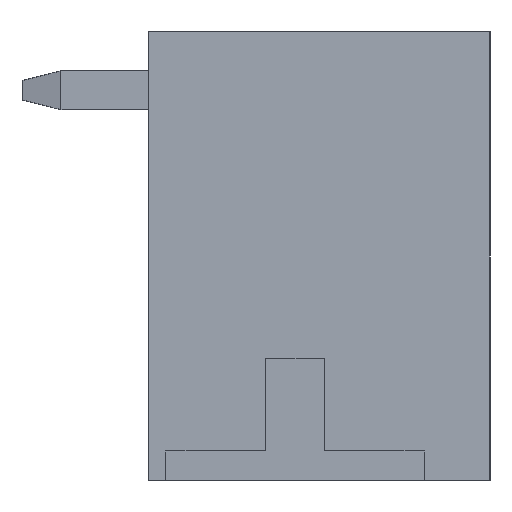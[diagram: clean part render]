
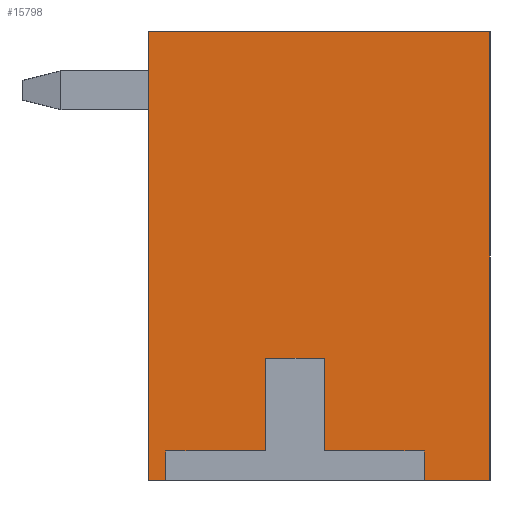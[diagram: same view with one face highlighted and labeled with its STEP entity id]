
A CAD part, left-side view. The second image highlights one B-rep face of the part: STEP entity #15798.
In plain terms, the highlighted planar face has unit normal (-1, 0, 0).
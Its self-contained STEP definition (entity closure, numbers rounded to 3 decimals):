
#13210=CARTESIAN_POINT('',(-27.65,-1.9,3.6));
#13211=VERTEX_POINT('',#13210);
#13703=CARTESIAN_POINT('',(-27.65,5.1,3.6));
#13704=VERTEX_POINT('',#13703);
#13711=CARTESIAN_POINT('',(-27.65,5.1,3.6));
#13712=DIRECTION('',(0.,-1.,0.));
#13713=VECTOR('',#13712,7.);
#13714=LINE('',#13711,#13713);
#13715=EDGE_CURVE('',#13704,#13211,#13714,.T.);
#15676=CARTESIAN_POINT('',(-27.65,5.1,-5.6));
#15677=VERTEX_POINT('',#15676);
#15686=CARTESIAN_POINT('',(-27.65,5.1,-5.6));
#15687=DIRECTION('',(0.,0.,1.));
#15688=VECTOR('',#15687,9.2);
#15689=LINE('',#15686,#15688);
#15690=EDGE_CURVE('',#15677,#13704,#15689,.T.);
#15711=CARTESIAN_POINT('',(-27.65,2.1,3.6));
#15712=DIRECTION('',(0.,-1.,0.));
#15713=DIRECTION('',(-1.,0.,0.));
#15714=AXIS2_PLACEMENT_3D('',#15711,#15713,#15712);
#15715=PLANE('',#15714);
#15716=CARTESIAN_POINT('',(-27.65,4.75,-5.6));
#15717=VERTEX_POINT('',#15716);
#15718=CARTESIAN_POINT('',(-27.65,4.75,-5.6));
#15719=DIRECTION('',(0.,1.,0.));
#15720=VECTOR('',#15719,0.35);
#15721=LINE('',#15718,#15720);
#15722=EDGE_CURVE('',#15717,#15677,#15721,.T.);
#15723=ORIENTED_EDGE('',*,*,#15722,.F.);
#15724=CARTESIAN_POINT('',(-27.65,4.75,-5.));
#15725=VERTEX_POINT('',#15724);
#15726=CARTESIAN_POINT('',(-27.65,4.75,-5.6));
#15727=DIRECTION('',(0.,0.,1.));
#15728=VECTOR('',#15727,0.6);
#15729=LINE('',#15726,#15728);
#15730=EDGE_CURVE('',#15717,#15725,#15729,.T.);
#15731=ORIENTED_EDGE('',*,*,#15730,.T.);
#15732=CARTESIAN_POINT('',(-27.65,2.7,-5.));
#15733=VERTEX_POINT('',#15732);
#15734=CARTESIAN_POINT('',(-27.65,4.75,-5.));
#15735=DIRECTION('',(0.,-1.,0.));
#15736=VECTOR('',#15735,2.05);
#15737=LINE('',#15734,#15736);
#15738=EDGE_CURVE('',#15725,#15733,#15737,.T.);
#15739=ORIENTED_EDGE('',*,*,#15738,.T.);
#15740=CARTESIAN_POINT('',(-27.65,2.7,-3.1));
#15741=VERTEX_POINT('',#15740);
#15742=CARTESIAN_POINT('',(-27.65,2.7,-5.));
#15743=DIRECTION('',(0.,0.,1.));
#15744=VECTOR('',#15743,1.9);
#15745=LINE('',#15742,#15744);
#15746=EDGE_CURVE('',#15733,#15741,#15745,.T.);
#15747=ORIENTED_EDGE('',*,*,#15746,.T.);
#15748=CARTESIAN_POINT('',(-27.65,1.5,-3.1));
#15749=VERTEX_POINT('',#15748);
#15750=CARTESIAN_POINT('',(-27.65,2.7,-3.1));
#15751=DIRECTION('',(0.,-1.,0.));
#15752=VECTOR('',#15751,1.2);
#15753=LINE('',#15750,#15752);
#15754=EDGE_CURVE('',#15741,#15749,#15753,.T.);
#15755=ORIENTED_EDGE('',*,*,#15754,.T.);
#15756=CARTESIAN_POINT('',(-27.65,1.5,-5.));
#15757=VERTEX_POINT('',#15756);
#15758=CARTESIAN_POINT('',(-27.65,1.5,-3.1));
#15759=DIRECTION('',(0.,0.,-1.));
#15760=VECTOR('',#15759,1.9);
#15761=LINE('',#15758,#15760);
#15762=EDGE_CURVE('',#15749,#15757,#15761,.T.);
#15763=ORIENTED_EDGE('',*,*,#15762,.T.);
#15764=CARTESIAN_POINT('',(-27.65,-0.55,-5.));
#15765=VERTEX_POINT('',#15764);
#15766=CARTESIAN_POINT('',(-27.65,1.5,-5.));
#15767=DIRECTION('',(0.,-1.,0.));
#15768=VECTOR('',#15767,2.05);
#15769=LINE('',#15766,#15768);
#15770=EDGE_CURVE('',#15757,#15765,#15769,.T.);
#15771=ORIENTED_EDGE('',*,*,#15770,.T.);
#15772=CARTESIAN_POINT('',(-27.65,-0.55,-5.6));
#15773=VERTEX_POINT('',#15772);
#15774=CARTESIAN_POINT('',(-27.65,-0.55,-5.));
#15775=DIRECTION('',(0.,0.,-1.));
#15776=VECTOR('',#15775,0.6);
#15777=LINE('',#15774,#15776);
#15778=EDGE_CURVE('',#15765,#15773,#15777,.T.);
#15779=ORIENTED_EDGE('',*,*,#15778,.T.);
#15780=CARTESIAN_POINT('',(-27.65,-1.9,-5.6));
#15781=VERTEX_POINT('',#15780);
#15782=CARTESIAN_POINT('',(-27.65,-1.9,-5.6));
#15783=DIRECTION('',(0.,1.,0.));
#15784=VECTOR('',#15783,1.35);
#15785=LINE('',#15782,#15784);
#15786=EDGE_CURVE('',#15781,#15773,#15785,.T.);
#15787=ORIENTED_EDGE('',*,*,#15786,.F.);
#15788=CARTESIAN_POINT('',(-27.65,-1.9,-5.6));
#15789=DIRECTION('',(0.,0.,1.));
#15790=VECTOR('',#15789,9.2);
#15791=LINE('',#15788,#15790);
#15792=EDGE_CURVE('',#15781,#13211,#15791,.T.);
#15793=ORIENTED_EDGE('',*,*,#15792,.T.);
#15794=ORIENTED_EDGE('',*,*,#13715,.F.);
#15795=ORIENTED_EDGE('',*,*,#15690,.F.);
#15796=EDGE_LOOP('',(#15723,#15731,#15739,#15747,#15755,#15763,#15771,#15779,#15787,#15793,#15794,#15795));
#15797=FACE_OUTER_BOUND('',#15796,.T.);
#15798=ADVANCED_FACE('',(#15797),#15715,.T.);
